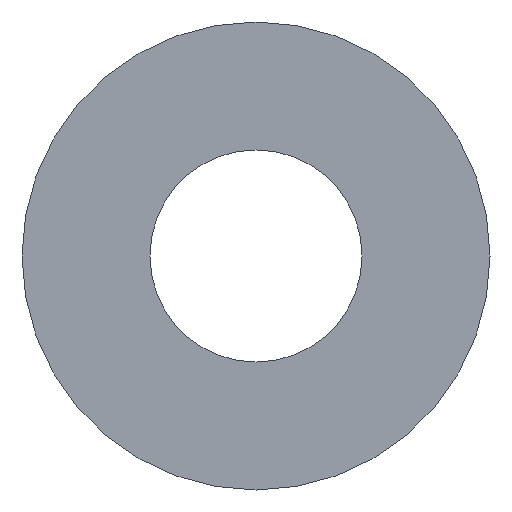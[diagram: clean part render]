
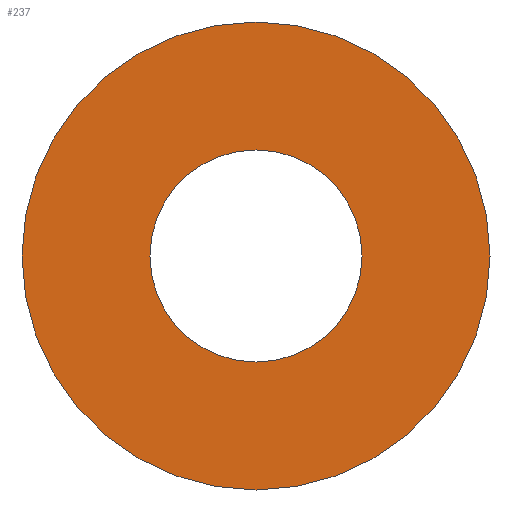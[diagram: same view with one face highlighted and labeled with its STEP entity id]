
A CAD part, front view. The second image highlights one B-rep face of the part: STEP entity #237.
In plain terms, the highlighted planar face has unit normal (0, -1, 0).
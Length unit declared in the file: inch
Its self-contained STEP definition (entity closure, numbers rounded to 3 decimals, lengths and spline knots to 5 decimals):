
#112=CARTESIAN_POINT('',(0.,0.,0.));
#113=DIRECTION('',(0.,1.,0.));
#114=DIRECTION('',(0.,0.,-1.));
#115=AXIS2_PLACEMENT_3D('',#112,#113,#114);
#117=CARTESIAN_POINT('',(0.,0.,0.));
#118=DIRECTION('',(0.,-1.,0.));
#119=DIRECTION('',(0.,0.,-1.));
#120=AXIS2_PLACEMENT_3D('',#117,#118,#119);
#122=CARTESIAN_POINT('',(0.,0.,0.));
#123=DIRECTION('',(0.,-1.,0.));
#124=DIRECTION('',(0.,0.,-1.));
#125=AXIS2_PLACEMENT_3D('',#122,#123,#124);
#135=CARTESIAN_POINT('',(0.,0.,0.));
#136=DIRECTION('',(0.,1.,0.));
#137=DIRECTION('',(0.,0.,-1.));
#138=AXIS2_PLACEMENT_3D('',#135,#136,#137);
#196=CARTESIAN_POINT('',(0.,0.,-0.31));
#198=VERTEX_POINT('',#196);
#200=CARTESIAN_POINT('',(0.,0.,0.31));
#202=VERTEX_POINT('',#200);
#204=CARTESIAN_POINT('',(0.,0.,-0.1405));
#205=CARTESIAN_POINT('',(0.,0.,0.1405));
#206=VERTEX_POINT('',#204);
#207=VERTEX_POINT('',#205);
#220=CARTESIAN_POINT('',(0.,0.,0.));
#221=DIRECTION('',(0.,-1.,0.));
#222=DIRECTION('',(0.,0.,1.));
#223=AXIS2_PLACEMENT_3D('',#220,#221,#222);
#224=PLANE('',#223);
#226=ORIENTED_EDGE('',*,*,#225,.F.);
#228=ORIENTED_EDGE('',*,*,#227,.T.);
#229=EDGE_LOOP('',(#226,#228));
#230=FACE_OUTER_BOUND('',#229,.F.);
#232=ORIENTED_EDGE('',*,*,#231,.F.);
#234=ORIENTED_EDGE('',*,*,#233,.T.);
#235=EDGE_LOOP('',(#232,#234));
#236=FACE_BOUND('',#235,.F.);
#237=ADVANCED_FACE('',(#230,#236),#224,.T.);
#116=CIRCLE('',#115,0.1405);
#121=CIRCLE('',#120,0.1405);
#126=CIRCLE('',#125,0.31);
#139=CIRCLE('',#138,0.31);
#225=EDGE_CURVE('',#198,#202,#126,.T.);
#227=EDGE_CURVE('',#198,#202,#139,.T.);
#231=EDGE_CURVE('',#206,#207,#116,.T.);
#233=EDGE_CURVE('',#206,#207,#121,.T.);
